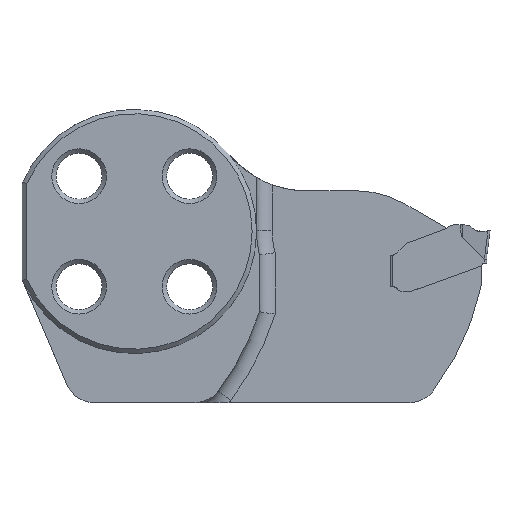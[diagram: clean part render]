
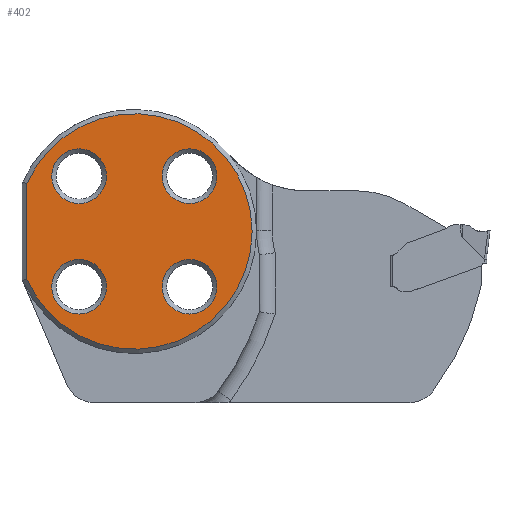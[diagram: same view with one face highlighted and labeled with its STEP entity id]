
A CAD part, top view. The second image highlights one B-rep face of the part: STEP entity #402.
In plain terms, the highlighted planar face has unit normal (0, 0, 1).
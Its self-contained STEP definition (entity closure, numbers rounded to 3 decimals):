
#245=FACE_BOUND('',#652,.T.);
#246=FACE_BOUND('',#653,.T.);
#247=FACE_BOUND('',#654,.T.);
#248=FACE_BOUND('',#655,.T.);
#249=FACE_BOUND('',#656,.T.);
#319=CIRCLE('',#2274,12.05);
#320=CIRCLE('',#2276,2.8);
#321=CIRCLE('',#2277,2.8);
#322=CIRCLE('',#2278,2.8);
#323=CIRCLE('',#2279,2.8);
#402=ADVANCED_FACE('',(#245,#246,#247,#248,#249),#490,.F.);
#490=PLANE('',#2280);
#652=EDGE_LOOP('',(#951));
#653=EDGE_LOOP('',(#952));
#654=EDGE_LOOP('',(#953));
#655=EDGE_LOOP('',(#954));
#656=EDGE_LOOP('',(#955,#956));
#951=ORIENTED_EDGE('',*,*,#1621,.F.);
#952=ORIENTED_EDGE('',*,*,#1622,.T.);
#953=ORIENTED_EDGE('',*,*,#1623,.T.);
#954=ORIENTED_EDGE('',*,*,#1624,.F.);
#955=ORIENTED_EDGE('',*,*,#1619,.F.);
#956=ORIENTED_EDGE('',*,*,#1625,.T.);
#1393=VERTEX_POINT('',#3371);
#1394=VERTEX_POINT('',#3373);
#1395=VERTEX_POINT('',#3380);
#1396=VERTEX_POINT('',#3382);
#1397=VERTEX_POINT('',#3384);
#1398=VERTEX_POINT('',#3386);
#1619=EDGE_CURVE('',#1393,#1394,#319,.T.);
#1621=EDGE_CURVE('',#1395,#1395,#320,.T.);
#1622=EDGE_CURVE('',#1396,#1396,#321,.T.);
#1623=EDGE_CURVE('',#1397,#1397,#322,.T.);
#1624=EDGE_CURVE('',#1398,#1398,#323,.T.);
#1625=EDGE_CURVE('',#1393,#1394,#1839,.T.);
#1839=LINE('',#3387,#1983);
#1983=VECTOR('',#2667,1.);
#2274=AXIS2_PLACEMENT_3D('',#3372,#2655,#2656);
#2276=AXIS2_PLACEMENT_3D('',#3379,#2659,#2660);
#2277=AXIS2_PLACEMENT_3D('',#3381,#2661,#2662);
#2278=AXIS2_PLACEMENT_3D('',#3383,#2663,#2664);
#2279=AXIS2_PLACEMENT_3D('',#3385,#2665,#2666);
#2280=AXIS2_PLACEMENT_3D('',#3388,#2668,#2669);
#2655=DIRECTION('',(0.,0.,-1.));
#2656=DIRECTION('',(-1.,0.,0.));
#2659=DIRECTION('',(0.,0.,1.));
#2660=DIRECTION('',(-1.,0.,0.));
#2661=DIRECTION('',(0.,0.,-1.));
#2662=DIRECTION('',(-1.,0.,0.));
#2663=DIRECTION('',(0.,0.,-1.));
#2664=DIRECTION('',(-1.,0.,0.));
#2665=DIRECTION('',(0.,0.,1.));
#2666=DIRECTION('',(-1.,0.,0.));
#2667=DIRECTION('',(0.,-1.,0.));
#2668=DIRECTION('',(0.,0.,-1.));
#2669=DIRECTION('',(-1.,0.,0.));
#3371=CARTESIAN_POINT('',(-11.,4.92,0.));
#3372=CARTESIAN_POINT('',(0.,0.,0.));
#3373=CARTESIAN_POINT('',(-11.,-4.92,0.));
#3379=CARTESIAN_POINT('',(5.657,-5.657,0.));
#3380=CARTESIAN_POINT('',(2.857,-5.657,0.));
#3381=CARTESIAN_POINT('',(5.657,5.657,0.));
#3382=CARTESIAN_POINT('',(2.857,5.657,0.));
#3383=CARTESIAN_POINT('',(-5.657,-5.657,0.));
#3384=CARTESIAN_POINT('',(-8.457,-5.657,0.));
#3385=CARTESIAN_POINT('',(-5.657,5.657,0.));
#3386=CARTESIAN_POINT('',(-8.457,5.657,0.));
#3387=CARTESIAN_POINT('',(-11.,0.,0.));
#3388=CARTESIAN_POINT('',(0.,0.,0.));
